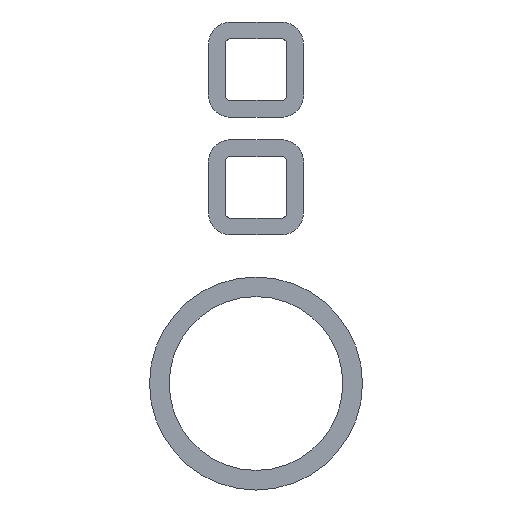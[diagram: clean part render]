
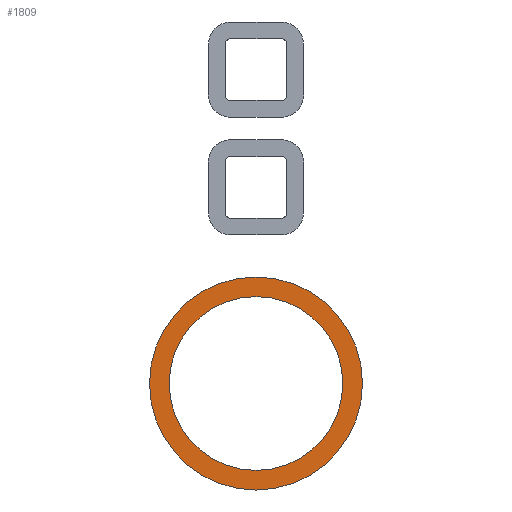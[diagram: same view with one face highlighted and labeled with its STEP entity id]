
A CAD part, front view. The second image highlights one B-rep face of the part: STEP entity #1809.
In plain terms, the highlighted planar face has unit normal (0, -1, 0).
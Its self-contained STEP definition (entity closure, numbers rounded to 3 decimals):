
#369=FACE_BOUND('',#548,.T.);
#381=PLANE('',#1953);
#431=FACE_OUTER_BOUND('',#547,.T.);
#547=EDGE_LOOP('',(#1267));
#548=EDGE_LOOP('',(#1268));
#674=CIRCLE('',#1948,15.5);
#676=CIRCLE('',#1952,19.);
#798=VERTEX_POINT('',#2830);
#800=VERTEX_POINT('',#2837);
#975=EDGE_CURVE('',#798,#798,#674,.T.);
#978=EDGE_CURVE('',#800,#800,#676,.T.);
#1267=ORIENTED_EDGE('',*,*,#978,.T.);
#1268=ORIENTED_EDGE('',*,*,#975,.T.);
#1809=ADVANCED_FACE('',(#431,#369),#381,.T.);
#1948=AXIS2_PLACEMENT_3D('',#2832,#2210,#2211);
#1952=AXIS2_PLACEMENT_3D('',#2839,#2219,#2220);
#1953=AXIS2_PLACEMENT_3D('',#2840,#2221,#2222);
#2210=DIRECTION('center_axis',(0.,1.,0.));
#2211=DIRECTION('ref_axis',(1.,0.,0.));
#2219=DIRECTION('center_axis',(0.,-1.,0.));
#2220=DIRECTION('ref_axis',(1.,0.,0.));
#2221=DIRECTION('center_axis',(0.,-1.,0.));
#2222=DIRECTION('ref_axis',(1.,0.,0.));
#2830=CARTESIAN_POINT('',(-15.5,12.,-28.));
#2832=CARTESIAN_POINT('Origin',(0.,12.,
-28.));
#2837=CARTESIAN_POINT('',(-19.,12.,-28.));
#2839=CARTESIAN_POINT('Origin',(0.,12.,
-28.));
#2840=CARTESIAN_POINT('Origin',(0.,12.,-28.));
